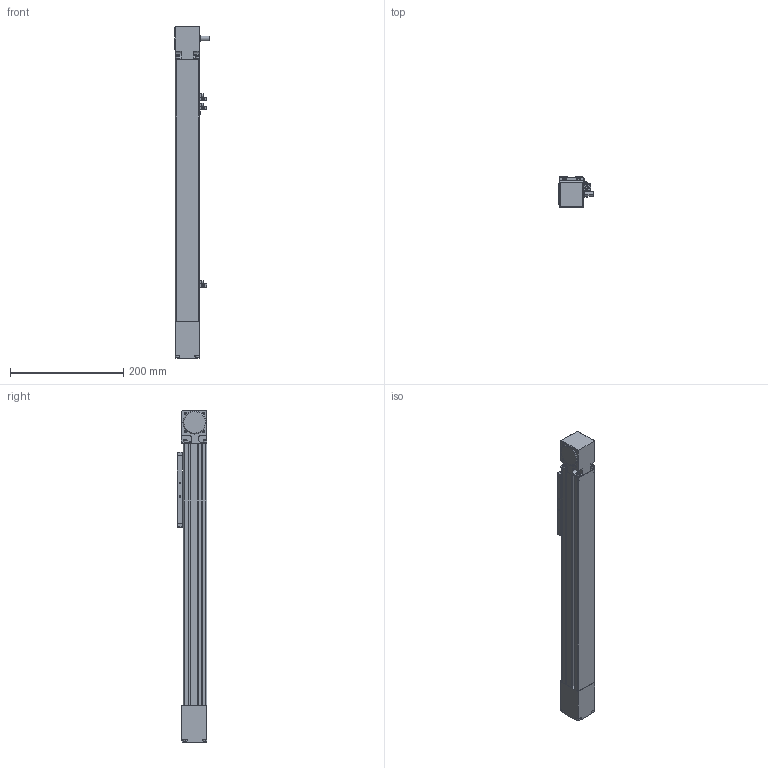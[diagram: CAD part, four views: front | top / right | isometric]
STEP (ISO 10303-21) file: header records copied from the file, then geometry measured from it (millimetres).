
FILE_DESCRIPTION (( 'STEP AP203' ), '1' );
FILE_NAME ('ITO40-D01-300.step', '2019-09-11T01:35:22', ( 'User' ), ( 'China' ), 'SwSTEP 2.0', 'SolidWorks 2016', '' );
FILE_SCHEMA (( 'CONFIG_CONTROL_DESIGN' ));
Length unit declared in the file: millimetre
Products named in the file (8): AP-4006; AP-4002; AP-4007; AP-4005; AP-4001; ITO40-D01-300; AP-4003; AP-4004-D02
Assembly tree (9 placements, depth 2):
  ITO40-D01-300
    AP-4004-D02
    AP-4006
    AP-4003
    AP-4001
    AP-4002
    AP-4007  x3
    AP-4005
Bounding box: 61.5 x 53 x 587 mm (x, y, z)
Volume: 704183.2 mm3; surface area: 245135.9 mm2
Topology: 27 solids, 27 shells, 1164 faces, 2833 edges, 1793 vertices
Faces by surface type: plane 709, cylinder 283, cone 118, torus 50, sphere 4
Entity records: 28337 total; most frequent: CARTESIAN_POINT 4894, DIRECTION 4831, ORIENTED_EDGE 4522, EDGE_CURVE 2261, AXIS2_PLACEMENT_3D 1664, LINE 1503, VECTOR 1503, VERTEX_POINT 1439
